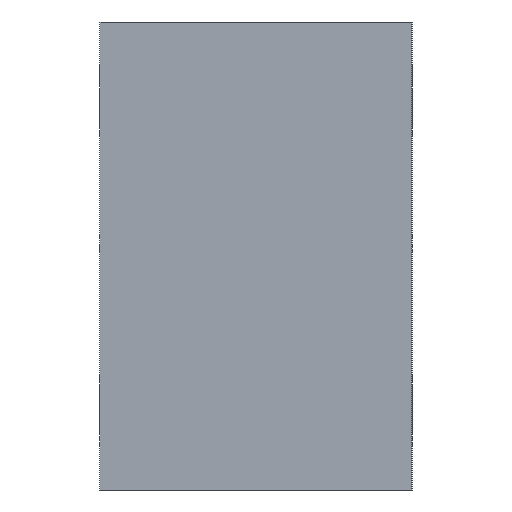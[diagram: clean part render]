
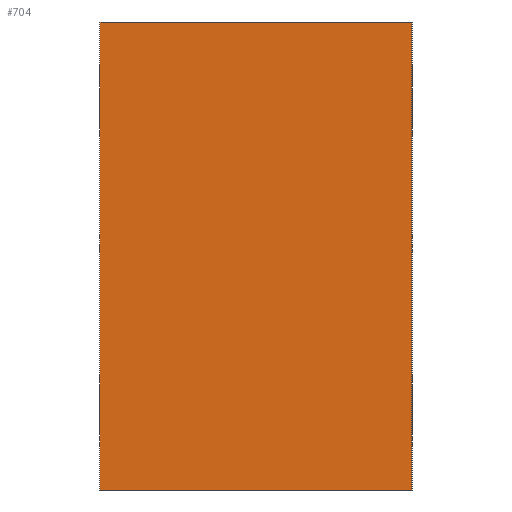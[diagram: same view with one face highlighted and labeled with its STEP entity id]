
A CAD part, left-side view. The second image highlights one B-rep face of the part: STEP entity #704.
In plain terms, the highlighted planar face has unit normal (-1, 0, 0).
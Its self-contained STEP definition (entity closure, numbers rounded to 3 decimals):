
#16 = EDGE_CURVE ( 'NONE', #129, #119, #749, .T. ) ;
#20 = EDGE_CURVE ( 'NONE', #119, #122, #732, .T. ) ;
#21 = EDGE_CURVE ( 'NONE', #129, #121, #730, .T. ) ;
#62 = AXIS2_PLACEMENT_3D ( 'NONE', #291, #301, #302 ) ;
#98 = DIRECTION ( 'NONE',  ( 0., -1., 0. ) ) ;
#103 = CARTESIAN_POINT ( 'NONE',  ( 0., 50.8, 0. ) ) ;
#104 = DIRECTION ( 'NONE',  ( 0., 0., 1. ) ) ;
#105 = CARTESIAN_POINT ( 'NONE',  ( 0., 50.8, -76.2 ) ) ;
#119 = VERTEX_POINT ( 'NONE', #194 ) ;
#121 = VERTEX_POINT ( 'NONE', #195 ) ;
#122 = VERTEX_POINT ( 'NONE', #196 ) ;
#129 = VERTEX_POINT ( 'NONE', #201 ) ;
#167 = DIRECTION ( 'NONE',  ( 0., 0., 1. ) ) ;
#169 = CARTESIAN_POINT ( 'NONE',  ( 0., 0., 0. ) ) ;
#194 = CARTESIAN_POINT ( 'NONE',  ( 0., 0., -76.2 ) ) ;
#195 = CARTESIAN_POINT ( 'NONE',  ( 0., 50.8, 0. ) ) ;
#196 = CARTESIAN_POINT ( 'NONE',  ( 0., 0., 0. ) ) ;
#201 = CARTESIAN_POINT ( 'NONE',  ( 0., 50.8, -76.2 ) ) ;
#226 = CARTESIAN_POINT ( 'NONE',  ( 0., 50.8, 0. ) ) ;
#227 = DIRECTION ( 'NONE',  ( 0., -1., 0. ) ) ;
#276 = PLANE ( 'NONE',  #62 ) ;
#291 = CARTESIAN_POINT ( 'NONE',  ( 0., 50.8, 0. ) ) ;
#301 = DIRECTION ( 'NONE',  ( 1., 0., 0. ) ) ;
#302 = DIRECTION ( 'NONE',  ( 0., 0., -1. ) ) ;
#396 = EDGE_CURVE ( 'NONE', #121, #122, #419, .T. ) ;
#415 = VECTOR ( 'NONE', #227, 1000. ) ;
#419 = LINE ( 'NONE', #226, #415 ) ;
#435 = VECTOR ( 'NONE', #104, 1000. ) ;
#437 = ORIENTED_EDGE ( 'NONE', *, *, #396, .F. ) ;
#442 = ORIENTED_EDGE ( 'NONE', *, *, #20, .T. ) ;
#453 = EDGE_LOOP ( 'NONE', ( #442, #437, #531, #539 ) ) ;
#531 = ORIENTED_EDGE ( 'NONE', *, *, #21, .F. ) ;
#539 = ORIENTED_EDGE ( 'NONE', *, *, #16, .T. ) ;
#608 = FACE_OUTER_BOUND ( 'NONE', #453, .T. ) ;
#704 = ADVANCED_FACE ( 'NONE', ( #608 ), #276, .F. ) ;
#727 = VECTOR ( 'NONE', #98, 1000. ) ;
#730 = LINE ( 'NONE', #103, #435 ) ;
#732 = LINE ( 'NONE', #169, #733 ) ;
#733 = VECTOR ( 'NONE', #167, 1000. ) ;
#749 = LINE ( 'NONE', #105, #727 ) ;
